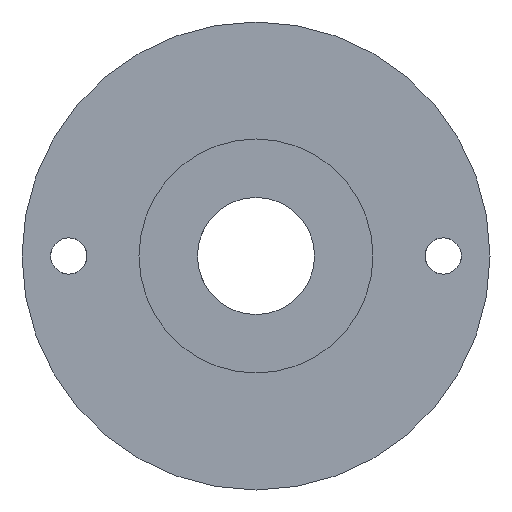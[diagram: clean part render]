
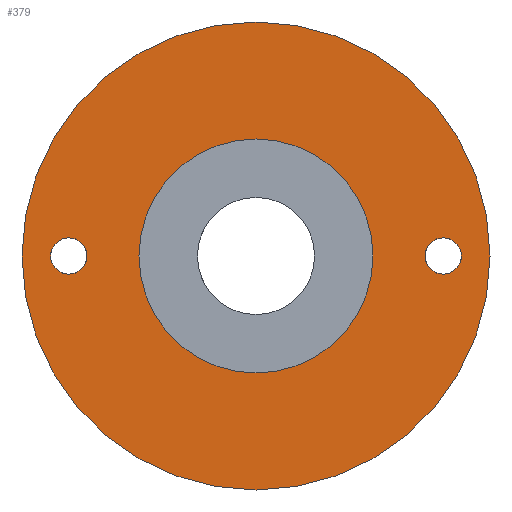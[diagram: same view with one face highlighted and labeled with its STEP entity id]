
A CAD part, front view. The second image highlights one B-rep face of the part: STEP entity #379.
In plain terms, the highlighted planar face has unit normal (0, -1, 0).
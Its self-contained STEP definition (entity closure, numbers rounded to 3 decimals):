
#9 = VERTEX_POINT ( 'NONE', #118 ) ;
#11 = CIRCLE ( 'NONE', #352, 40. ) ;
#12 = CARTESIAN_POINT ( 'NONE',  ( -32., 0., 3.1 ) ) ;
#27 = EDGE_CURVE ( 'NONE', #530, #329, #164, .T. ) ;
#50 = VERTEX_POINT ( 'NONE', #60 ) ;
#56 = EDGE_CURVE ( 'NONE', #655, #9, #847, .T. ) ;
#60 = CARTESIAN_POINT ( 'NONE',  ( 0., 0., -20. ) ) ;
#100 = FACE_OUTER_BOUND ( 'NONE', #537, .T. ) ;
#101 = ORIENTED_EDGE ( 'NONE', *, *, #403, .T. ) ;
#111 = EDGE_CURVE ( 'NONE', #329, #530, #720, .T. ) ;
#113 = CARTESIAN_POINT ( 'NONE',  ( -32., 0., -3.1 ) ) ;
#117 = EDGE_CURVE ( 'NONE', #753, #826, #11, .T. ) ;
#118 = CARTESIAN_POINT ( 'NONE',  ( 32., 0., -3.1 ) ) ;
#120 = CARTESIAN_POINT ( 'NONE',  ( 32., 0., 0. ) ) ;
#132 = CARTESIAN_POINT ( 'NONE',  ( 0., 0., -40. ) ) ;
#140 = DIRECTION ( 'NONE',  ( 0., 0., -1. ) ) ;
#146 = CARTESIAN_POINT ( 'NONE',  ( 0., 0., 0. ) ) ;
#160 = PLANE ( 'NONE',  #695 ) ;
#164 = CIRCLE ( 'NONE', #746, 3.1 ) ;
#166 = EDGE_CURVE ( 'NONE', #50, #765, #569, .T. ) ;
#193 = AXIS2_PLACEMENT_3D ( 'NONE', #279, #269, #140 ) ;
#230 = DIRECTION ( 'NONE',  ( 0., 1., 0. ) ) ;
#236 = CIRCLE ( 'NONE', #369, 20. ) ;
#251 = DIRECTION ( 'NONE',  ( 0., -1., 0. ) ) ;
#269 = DIRECTION ( 'NONE',  ( 0., -1., 0. ) ) ;
#271 = EDGE_CURVE ( 'NONE', #9, #655, #703, .T. ) ;
#279 = CARTESIAN_POINT ( 'NONE',  ( 0., 0., 0. ) ) ;
#304 = AXIS2_PLACEMENT_3D ( 'NONE', #733, #602, #538 ) ;
#329 = VERTEX_POINT ( 'NONE', #12 ) ;
#334 = DIRECTION ( 'NONE',  ( 0., -1., 0. ) ) ;
#350 = FACE_BOUND ( 'NONE', #773, .T. ) ;
#352 = AXIS2_PLACEMENT_3D ( 'NONE', #795, #668, #743 ) ;
#360 = DIRECTION ( 'NONE',  ( 0., -1., 0. ) ) ;
#369 = AXIS2_PLACEMENT_3D ( 'NONE', #381, #448, #641 ) ;
#375 = ORIENTED_EDGE ( 'NONE', *, *, #271, .F. ) ;
#379 = ADVANCED_FACE ( 'NONE', ( #350, #820, #565, #100 ), #160, .F. ) ;
#381 = CARTESIAN_POINT ( 'NONE',  ( 0., 0., 0. ) ) ;
#383 = EDGE_LOOP ( 'NONE', ( #635, #466 ) ) ;
#403 = EDGE_CURVE ( 'NONE', #826, #753, #560, .T. ) ;
#424 = DIRECTION ( 'NONE',  ( 0., 0., -1. ) ) ;
#433 = AXIS2_PLACEMENT_3D ( 'NONE', #146, #612, #424 ) ;
#448 = DIRECTION ( 'NONE',  ( 0., -1., 0. ) ) ;
#463 = DIRECTION ( 'NONE',  ( 0., 0., 1. ) ) ;
#466 = ORIENTED_EDGE ( 'NONE', *, *, #111, .F. ) ;
#500 = ORIENTED_EDGE ( 'NONE', *, *, #56, .F. ) ;
#511 = ORIENTED_EDGE ( 'NONE', *, *, #117, .T. ) ;
#530 = VERTEX_POINT ( 'NONE', #113 ) ;
#537 = EDGE_LOOP ( 'NONE', ( #511, #101 ) ) ;
#538 = DIRECTION ( 'NONE',  ( 0., 0., 1. ) ) ;
#560 = CIRCLE ( 'NONE', #433, 40. ) ;
#565 = FACE_BOUND ( 'NONE', #697, .T. ) ;
#569 = CIRCLE ( 'NONE', #193, 20. ) ;
#581 = CARTESIAN_POINT ( 'NONE',  ( -32., 0., 0. ) ) ;
#591 = CARTESIAN_POINT ( 'NONE',  ( 32., 0., 0. ) ) ;
#595 = EDGE_CURVE ( 'NONE', #765, #50, #236, .T. ) ;
#602 = DIRECTION ( 'NONE',  ( 0., -1., 0. ) ) ;
#612 = DIRECTION ( 'NONE',  ( 0., -1., 0. ) ) ;
#631 = CARTESIAN_POINT ( 'NONE',  ( 0., 0., 40. ) ) ;
#632 = CARTESIAN_POINT ( 'NONE',  ( 32., 0., 3.1 ) ) ;
#635 = ORIENTED_EDGE ( 'NONE', *, *, #27, .F. ) ;
#641 = DIRECTION ( 'NONE',  ( 0., 0., -1. ) ) ;
#648 = DIRECTION ( 'NONE',  ( 0., 0., -1. ) ) ;
#653 = AXIS2_PLACEMENT_3D ( 'NONE', #591, #334, #725 ) ;
#655 = VERTEX_POINT ( 'NONE', #632 ) ;
#668 = DIRECTION ( 'NONE',  ( 0., -1., 0. ) ) ;
#674 = CARTESIAN_POINT ( 'NONE',  ( 0., 0., 20. ) ) ;
#678 = CARTESIAN_POINT ( 'NONE',  ( -40., 0., 0. ) ) ;
#695 = AXIS2_PLACEMENT_3D ( 'NONE', #678, #230, #739 ) ;
#697 = EDGE_LOOP ( 'NONE', ( #815, #729 ) ) ;
#703 = CIRCLE ( 'NONE', #774, 3.1 ) ;
#720 = CIRCLE ( 'NONE', #304, 3.1 ) ;
#725 = DIRECTION ( 'NONE',  ( 0., 0., -1. ) ) ;
#729 = ORIENTED_EDGE ( 'NONE', *, *, #595, .F. ) ;
#733 = CARTESIAN_POINT ( 'NONE',  ( -32., 0., 0. ) ) ;
#739 = DIRECTION ( 'NONE',  ( 0., 0., 1. ) ) ;
#743 = DIRECTION ( 'NONE',  ( 0., 0., -1. ) ) ;
#746 = AXIS2_PLACEMENT_3D ( 'NONE', #581, #251, #463 ) ;
#753 = VERTEX_POINT ( 'NONE', #132 ) ;
#765 = VERTEX_POINT ( 'NONE', #674 ) ;
#773 = EDGE_LOOP ( 'NONE', ( #375, #500 ) ) ;
#774 = AXIS2_PLACEMENT_3D ( 'NONE', #120, #360, #648 ) ;
#795 = CARTESIAN_POINT ( 'NONE',  ( 0., 0., 0. ) ) ;
#815 = ORIENTED_EDGE ( 'NONE', *, *, #166, .F. ) ;
#820 = FACE_BOUND ( 'NONE', #383, .T. ) ;
#826 = VERTEX_POINT ( 'NONE', #631 ) ;
#847 = CIRCLE ( 'NONE', #653, 3.1 ) ;
